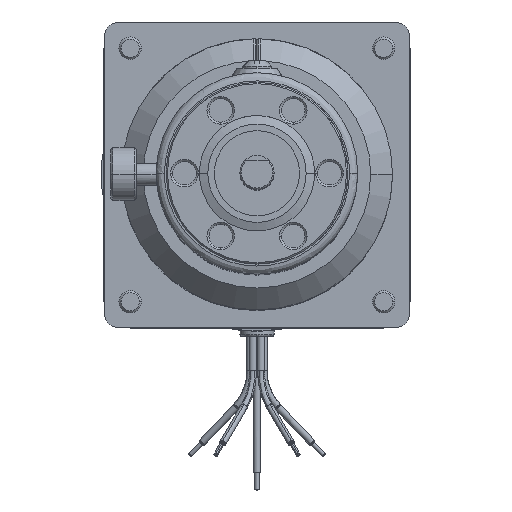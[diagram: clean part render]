
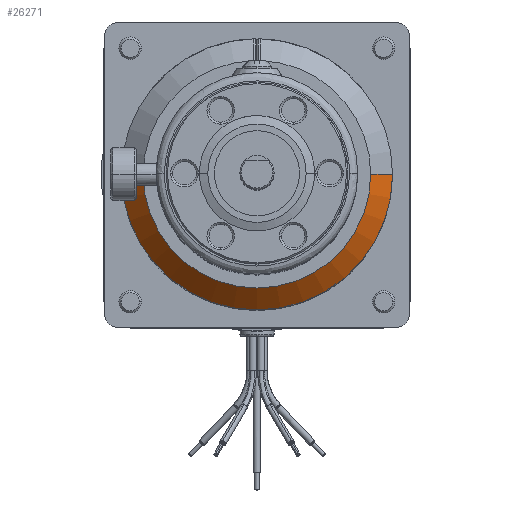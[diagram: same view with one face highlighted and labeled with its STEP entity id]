
A CAD part, top view. The second image highlights one B-rep face of the part: STEP entity #26271.
In plain terms, the highlighted conical face has half-angle 45 degrees and reference radius 25.209 mm.
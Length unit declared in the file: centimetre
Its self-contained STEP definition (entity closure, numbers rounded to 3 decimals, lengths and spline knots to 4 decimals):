
#6068 = VERTEX_POINT ( 'NONE', #64082 ) ;
#13009 = DIRECTION ( 'NONE',  ( -1., 0., 0. ) ) ;
#13014 = DIRECTION ( 'NONE',  ( 0., 0., -1. ) ) ;
#13018 = CARTESIAN_POINT ( 'NONE',  ( 0., 0., -12.5501 ) ) ;
#23210 = ORIENTED_EDGE ( 'NONE', *, *, #33180, .T. ) ;
#26271 = ADVANCED_FACE ( 'NONE', ( #62067 ), #62073, .T. ) ;
#27361 = AXIS2_PLACEMENT_3D ( 'NONE', #13018, #13014, #13009 ) ;
#33178 = EDGE_CURVE ( 'NONE', #70409, #6068, #37479, .T. ) ;
#33180 = EDGE_CURVE ( 'NONE', #6068, #70084, #37475, .T. ) ;
#33182 = EDGE_CURVE ( 'NONE', #70477, #70409, #37483, .T. ) ;
#33194 = EDGE_CURVE ( 'NONE', #70477, #70084, #37489, .T. ) ;
#35573 = AXIS2_PLACEMENT_3D ( 'NONE', #38643, #38644, #38645 ) ;
#35574 = AXIS2_PLACEMENT_3D ( 'NONE', #38646, #38647, #38648 ) ;
#37475 = CIRCLE ( 'NONE', #35573, 2.521 ) ;
#37479 = LINE ( 'NONE', #38639, #37482 ) ;
#37482 = VECTOR ( 'NONE', #38640, 100. ) ;
#37483 = CIRCLE ( 'NONE', #35574, 2.1146 ) ;
#37489 = LINE ( 'NONE', #38658, #37492 ) ;
#37492 = VECTOR ( 'NONE', #38653, 100. ) ;
#38639 = CARTESIAN_POINT ( 'NONE',  ( -2.521, 0., -12.5501 ) ) ;
#38640 = DIRECTION ( 'NONE',  ( -0.707, 0., -0.707 ) ) ;
#38643 = CARTESIAN_POINT ( 'NONE',  ( 0., 0., -12.5501 ) ) ;
#38644 = DIRECTION ( 'NONE',  ( 0., 0., 1. ) ) ;
#38645 = DIRECTION ( 'NONE',  ( 0., 1., 0. ) ) ;
#38646 = CARTESIAN_POINT ( 'NONE',  ( 0., 0., -12.1437 ) ) ;
#38647 = DIRECTION ( 'NONE',  ( 0., 0., -1. ) ) ;
#38648 = DIRECTION ( 'NONE',  ( -1., 0., 0. ) ) ;
#38653 = DIRECTION ( 'NONE',  ( 0.707, 0., -0.707 ) ) ;
#38658 = CARTESIAN_POINT ( 'NONE',  ( 2.521, 0., -12.5501 ) ) ;
#60153 = CARTESIAN_POINT ( 'NONE',  ( -2.1146, 0., -12.1437 ) ) ;
#60188 = CARTESIAN_POINT ( 'NONE',  ( 2.1146, 0., -12.1437 ) ) ;
#62067 = FACE_OUTER_BOUND ( 'NONE', #77213, .T. ) ;
#62073 = CONICAL_SURFACE ( 'NONE', #27361, 2.521, 0.785 ) ;
#64082 = CARTESIAN_POINT ( 'NONE',  ( -2.521, 0., -12.5501 ) ) ;
#70084 = VERTEX_POINT ( 'NONE', #77082 ) ;
#70409 = VERTEX_POINT ( 'NONE', #60153 ) ;
#70477 = VERTEX_POINT ( 'NONE', #60188 ) ;
#77082 = CARTESIAN_POINT ( 'NONE',  ( 2.521, 0., -12.5501 ) ) ;
#77213 = EDGE_LOOP ( 'NONE', ( #78255, #78324, #78239, #23210 ) ) ;
#78239 = ORIENTED_EDGE ( 'NONE', *, *, #33178, .T. ) ;
#78255 = ORIENTED_EDGE ( 'NONE', *, *, #33194, .F. ) ;
#78324 = ORIENTED_EDGE ( 'NONE', *, *, #33182, .T. ) ;
